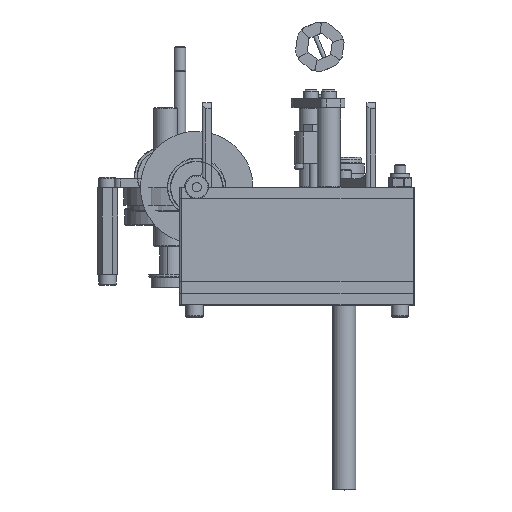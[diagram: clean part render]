
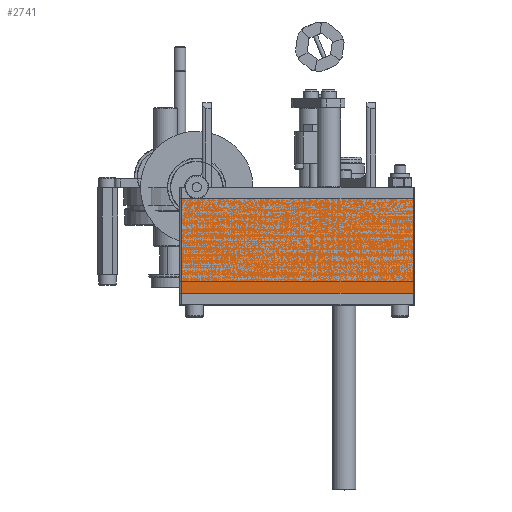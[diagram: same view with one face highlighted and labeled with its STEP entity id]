
A CAD part, top view. The second image highlights one B-rep face of the part: STEP entity #2741.
In plain terms, the highlighted face is planar.
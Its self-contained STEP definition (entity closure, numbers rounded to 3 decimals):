
#2741 = ADVANCED_FACE( '', ( #4069 ), #4070, .T. );
#4069 = FACE_OUTER_BOUND( '', #5770, .T. );
#4070 = PLANE( '', #5771 );
#5770 = EDGE_LOOP( '', ( #9435, #9436, #9437, #9438 ) );
#5771 = AXIS2_PLACEMENT_3D( '', #9439, #9440, #9441 );
#9435 = ORIENTED_EDGE( '', *, *, #11870, .F. );
#9436 = ORIENTED_EDGE( '', *, *, #11871, .T. );
#9437 = ORIENTED_EDGE( '', *, *, #11858, .T. );
#9438 = ORIENTED_EDGE( '', *, *, #11872, .T. );
#9439 = CARTESIAN_POINT( '', ( 0., -50.978, 0. ) );
#9440 = DIRECTION( '', ( -1., 0., 0. ) );
#9441 = DIRECTION( '', ( 0., 0., 1. ) );
#11858 = EDGE_CURVE( '', #13731, #13732, #13733, .T. );
#11870 = EDGE_CURVE( '', #13755, #13756, #13757, .T. );
#11871 = EDGE_CURVE( '', #13755, #13731, #13758, .F. );
#11872 = EDGE_CURVE( '', #13732, #13756, #13759, .T. );
#13731 = VERTEX_POINT( '', #16714 );
#13732 = VERTEX_POINT( '', #16715 );
#13733 = LINE( '', #16716, #16717 );
#13755 = VERTEX_POINT( '', #16746 );
#13756 = VERTEX_POINT( '', #16747 );
#13757 = LINE( '', #16748, #16749 );
#13758 = LINE( '', #16750, #16751 );
#13759 = LINE( '', #16752, #16753 );
#16714 = CARTESIAN_POINT( '', ( 0., -50.978, 0.762 ) );
#16715 = CARTESIAN_POINT( '', ( 0., -50.978, 126.238 ) );
#16716 = CARTESIAN_POINT( '', ( 0., -50.978, 0. ) );
#16717 = VECTOR( '', #19405, 1000. );
#16746 = CARTESIAN_POINT( '', ( 0., 0., 0.762 ) );
#16747 = CARTESIAN_POINT( '', ( 0., 0., 126.238 ) );
#16748 = CARTESIAN_POINT( '', ( 0., 0., 0. ) );
#16749 = VECTOR( '', #19425, 1000. );
#16750 = CARTESIAN_POINT( '', ( 0., -50.978, 0.762 ) );
#16751 = VECTOR( '', #19426, 1000. );
#16752 = CARTESIAN_POINT( '', ( 0., -50.978, 126.238 ) );
#16753 = VECTOR( '', #19427, 1000. );
#19405 = DIRECTION( '', ( 0., 0., 1. ) );
#19425 = DIRECTION( '', ( 0., 0., 1. ) );
#19426 = DIRECTION( '', ( 0., 1., 0. ) );
#19427 = DIRECTION( '', ( 0., 1., 0. ) );
